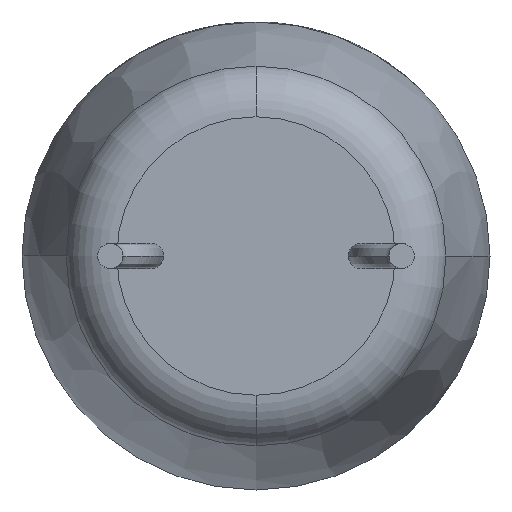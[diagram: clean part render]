
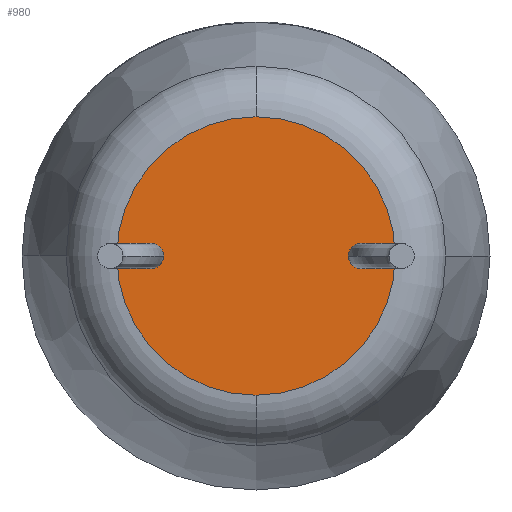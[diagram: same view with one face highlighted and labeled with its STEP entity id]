
A CAD part, front view. The second image highlights one B-rep face of the part: STEP entity #980.
In plain terms, the highlighted planar face has unit normal (0, -1, 0).
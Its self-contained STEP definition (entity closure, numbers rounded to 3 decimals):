
#188 = FACE_OUTER_BOUND ( 'NONE', #3317, .T. ) ;
#214 = EDGE_CURVE ( 'NONE', #4153, #2440, #4164, .T. ) ;
#354 = CARTESIAN_POINT ( 'NONE',  ( -2.29, 0., 0. ) ) ;
#394 = EDGE_CURVE ( 'NONE', #4262, #3664, #1202, .T. ) ;
#429 = DIRECTION ( 'NONE',  ( 0., 1., 0. ) ) ;
#463 = VERTEX_POINT ( 'NONE', #593 ) ;
#528 = CARTESIAN_POINT ( 'NONE',  ( -2.29, 0., 0. ) ) ;
#556 = AXIS2_PLACEMENT_3D ( 'NONE', #528, #3331, #2608 ) ;
#580 = ORIENTED_EDGE ( 'NONE', *, *, #214, .T. ) ;
#593 = CARTESIAN_POINT ( 'NONE',  ( -2.015, 0., 0. ) ) ;
#645 = CARTESIAN_POINT ( 'NONE',  ( 0., 0., -3.035 ) ) ;
#683 = ORIENTED_EDGE ( 'NONE', *, *, #2060, .T. ) ;
#802 = CARTESIAN_POINT ( 'NONE',  ( 2.29, 0., 0. ) ) ;
#815 = CARTESIAN_POINT ( 'NONE',  ( 0., 0., 0. ) ) ;
#900 = FACE_BOUND ( 'NONE', #4126, .T. ) ;
#902 = CARTESIAN_POINT ( 'NONE',  ( 2.29, 0., 0. ) ) ;
#980 = ADVANCED_FACE ( 'NONE', ( #3208, #188, #900 ), #1813, .F. ) ;
#1067 = VERTEX_POINT ( 'NONE', #3008 ) ;
#1103 = CIRCLE ( 'NONE', #2105, 3.035 ) ;
#1187 = ORIENTED_EDGE ( 'NONE', *, *, #3140, .T. ) ;
#1202 = CIRCLE ( 'NONE', #1698, 0.275 ) ;
#1251 = DIRECTION ( 'NONE',  ( 0., 1., 0. ) ) ;
#1437 = DIRECTION ( 'NONE',  ( 0., -1., 0. ) ) ;
#1698 = AXIS2_PLACEMENT_3D ( 'NONE', #902, #3770, #3035 ) ;
#1813 = PLANE ( 'NONE',  #3775 ) ;
#1907 = CARTESIAN_POINT ( 'NONE',  ( 0., 0., 0. ) ) ;
#1931 = CIRCLE ( 'NONE', #3580, 0.275 ) ;
#2060 = EDGE_CURVE ( 'NONE', #2440, #4153, #1103, .T. ) ;
#2105 = AXIS2_PLACEMENT_3D ( 'NONE', #815, #3303, #4027 ) ;
#2134 = CARTESIAN_POINT ( 'NONE',  ( 2.565, 0., 0. ) ) ;
#2239 = DIRECTION ( 'NONE',  ( 0., 0., 1. ) ) ;
#2287 = EDGE_CURVE ( 'NONE', #463, #1067, #4280, .T. ) ;
#2383 = CARTESIAN_POINT ( 'NONE',  ( 2.015, 0., 0. ) ) ;
#2440 = VERTEX_POINT ( 'NONE', #4206 ) ;
#2489 = DIRECTION ( 'NONE',  ( 0., 0., 1. ) ) ;
#2499 = EDGE_LOOP ( 'NONE', ( #1187, #2763 ) ) ;
#2500 = CARTESIAN_POINT ( 'NONE',  ( 0., 0., 0. ) ) ;
#2608 = DIRECTION ( 'NONE',  ( 0., 0., 1. ) ) ;
#2642 = AXIS2_PLACEMENT_3D ( 'NONE', #2500, #1437, #2838 ) ;
#2763 = ORIENTED_EDGE ( 'NONE', *, *, #394, .T. ) ;
#2838 = DIRECTION ( 'NONE',  ( 0., 0., 1. ) ) ;
#2891 = DIRECTION ( 'NONE',  ( 0., 0., -1. ) ) ;
#3008 = CARTESIAN_POINT ( 'NONE',  ( -2.565, 0., 0. ) ) ;
#3020 = ORIENTED_EDGE ( 'NONE', *, *, #4167, .F. ) ;
#3035 = DIRECTION ( 'NONE',  ( 0., 0., -1. ) ) ;
#3140 = EDGE_CURVE ( 'NONE', #3664, #4262, #3619, .T. ) ;
#3207 = DIRECTION ( 'NONE',  ( 0., -1., 0. ) ) ;
#3208 = FACE_BOUND ( 'NONE', #2499, .T. ) ;
#3303 = DIRECTION ( 'NONE',  ( 0., -1., 0. ) ) ;
#3317 = EDGE_LOOP ( 'NONE', ( #580, #683 ) ) ;
#3331 = DIRECTION ( 'NONE',  ( 0., -1., 0. ) ) ;
#3416 = AXIS2_PLACEMENT_3D ( 'NONE', #802, #429, #2891 ) ;
#3580 = AXIS2_PLACEMENT_3D ( 'NONE', #354, #3207, #2489 ) ;
#3619 = CIRCLE ( 'NONE', #3416, 0.275 ) ;
#3648 = ORIENTED_EDGE ( 'NONE', *, *, #2287, .F. ) ;
#3664 = VERTEX_POINT ( 'NONE', #2383 ) ;
#3770 = DIRECTION ( 'NONE',  ( 0., 1., 0. ) ) ;
#3775 = AXIS2_PLACEMENT_3D ( 'NONE', #1907, #1251, #2239 ) ;
#4027 = DIRECTION ( 'NONE',  ( 0., 0., 1. ) ) ;
#4126 = EDGE_LOOP ( 'NONE', ( #3020, #3648 ) ) ;
#4153 = VERTEX_POINT ( 'NONE', #645 ) ;
#4164 = CIRCLE ( 'NONE', #2642, 3.035 ) ;
#4167 = EDGE_CURVE ( 'NONE', #1067, #463, #1931, .T. ) ;
#4206 = CARTESIAN_POINT ( 'NONE',  ( 0., 0., 3.035 ) ) ;
#4262 = VERTEX_POINT ( 'NONE', #2134 ) ;
#4280 = CIRCLE ( 'NONE', #556, 0.275 ) ;
